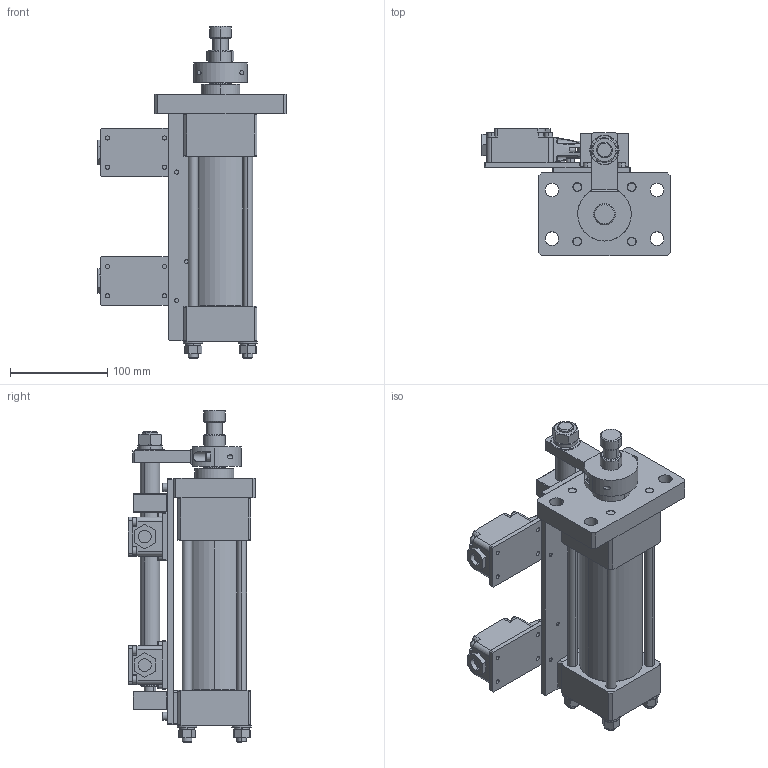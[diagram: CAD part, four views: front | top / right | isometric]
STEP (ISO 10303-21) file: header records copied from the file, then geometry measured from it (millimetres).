
FILE_DESCRIPTION (( 'STEP AP203' ), '1' );
FILE_NAME ('CHK-FA50-100D装配图.STEP', '2013-03-26T01:12:30', ( '微软用户' ), ( '微软中国' ), 'SwSTEP 2.0', 'SolidWorks 2008', '' );
FILE_SCHEMA (( 'CONFIG_CONTROL_DESIGN' ));
Length unit declared in the file: millimetre
Products named in the file (30): 后盖_默认; 行程杆_默认; 缸筒_默认; 法兰_默认; 前盖_默认; M16垫圈_默认; M16螺母_默认; 行程管_默认; 行程开关垫板_默认; 1型六角螺母A级和B级M10[GB／T 6170-2000]_234; CHK-FA50-100D蚾饜芞; 导出链接头_默认; 导出连接板_默认<按加工>; 导出垫板_默认; 活塞_默认; 后缓冲套_默认; 杆_默认; 前缓冲套_默认; 衬套_默认; 垫块_默认; 行程杆固定座_默认; 行程管固定座_默认; 平垫圈倒角型A级16×3[GB／T 97．2-1985]_默认; 撞子_默认; M5短_默认; 行程开关_默认; 拉杆_默认; 平垫圈C级10×2[GB／T 95-2002]_默认; 标准型弹性垫圈(装配)10×10．2[GB／T 93-1987]_默认; bead7_默认
Assembly tree (65 placements, depth 2):
  CHK-FA50-100D蚾饜芞
    M16螺母_默认
    M5短_默认  x22
    行程管固定座_默认
    1型六角螺母A级和B级M10[GB／T 6170-2000]_234  x4
    平垫圈C级10×2[GB／T 95-2002]_默认  x4
    标准型弹性垫圈(装配)10×10．2[GB／T 93-1987]_默认  x4
    后缓冲套_默认
    缸筒_默认
    法兰_默认
    行程管_默认
    拉杆_默认  x4
    前缓冲套_默认
    行程开关垫板_默认  x2
    活塞_默认
    平垫圈倒角型A级16×3[GB／T 97．2-1985]_默认
    导出连接板_默认<按加工>
    M16垫圈_默认
    行程开关_默认  x2
    撞子_默认  x2
    后盖_默认
    垫块_默认
    导出链接头_默认
    衬套_默认
    杆_默认
    前盖_默认
    行程杆_默认
    导出垫板_默认
    行程杆固定座_默认
    bead7_默认
Bounding box: 193.5 x 131 x 341 mm (x, y, z)
Volume: 1660730.6 mm3; surface area: 450714.8 mm2
Topology: 65 solids, 65 shells, 1856 faces, 4331 edges, 2666 vertices
Faces by surface type: plane 762, cylinder 554, cone 304, bspline 150, torus 86
Entity records: 35284 total; most frequent: CARTESIAN_POINT 8972, DIRECTION 4927, ORIENTED_EDGE 4360, EDGE_CURVE 2180, AXIS2_PLACEMENT_3D 1993, VERTEX_POINT 1345, EDGE_LOOP 1151, CIRCLE 1029
